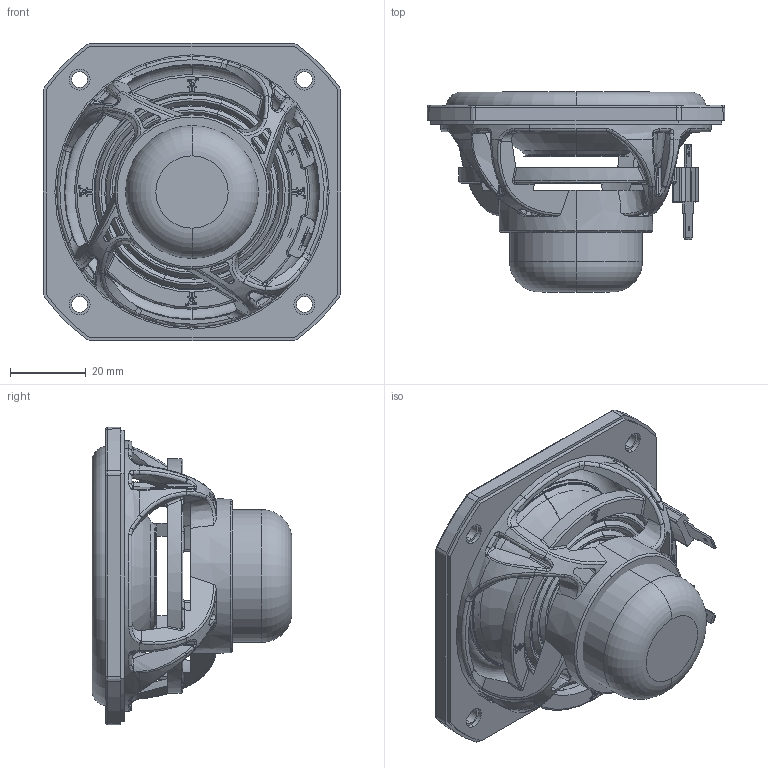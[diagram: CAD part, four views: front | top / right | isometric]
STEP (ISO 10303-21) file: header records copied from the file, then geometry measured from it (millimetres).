
FILE_DESCRIPTION (( 'STEP AP203' ), '1' );
FILE_NAME ('229-31NFR.STEP', '2023-04-04T07:28:03', ( '微软用户' ), ( '微软中国' ), 'SwSTEP 2.0', 'SolidWorks 2020', '' );
FILE_SCHEMA (( 'CONFIG_CONTROL_DESIGN' ));
Length unit declared in the file: millimetre
Products named in the file (1): 229-31NFR
Bounding box: 78.7 x 52.81 x 78.7 mm (x, y, z)
Volume: 46386.5 mm3; surface area: 66541.1 mm2
Topology: 15 solids, 15 shells, 1166 faces, 3055 edges, 1932 vertices
Faces by surface type: bspline 421, plane 248, cylinder 239, torus 139, cone 111, sphere 8
Entity records: 43218 total; most frequent: CARTESIAN_POINT 16841, ORIENTED_EDGE 6110, DIRECTION 4597, EDGE_CURVE 3055, VERTEX_POINT 1932, AXIS2_PLACEMENT_3D 1754, EDGE_LOOP 1253, FACE_OUTER_BOUND 1166
